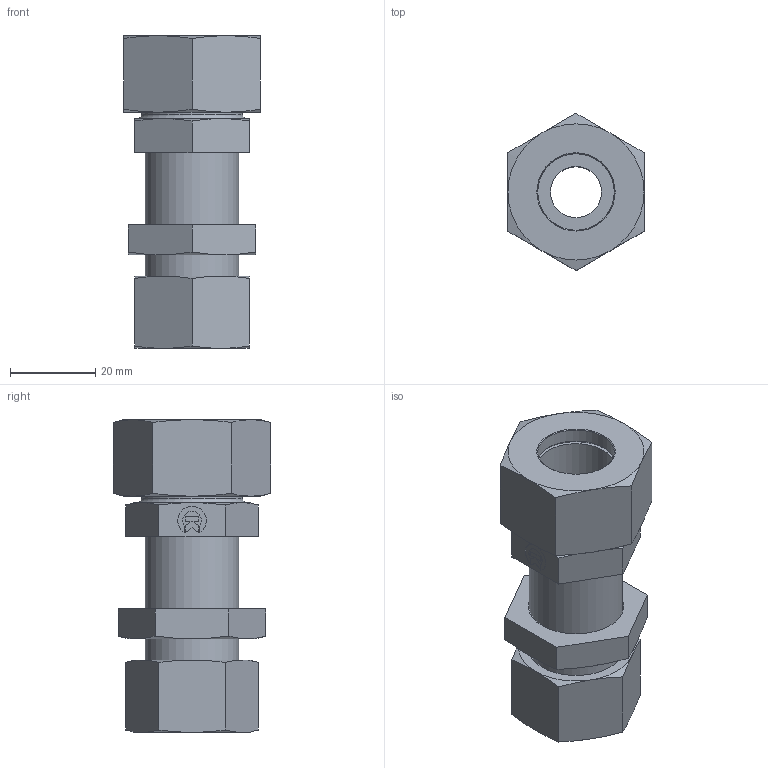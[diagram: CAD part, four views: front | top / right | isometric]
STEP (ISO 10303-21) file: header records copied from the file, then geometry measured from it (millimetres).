
FILE_DESCRIPTION((''),'2;1');
FILE_NAME('34415182226.stp','2014-08-19T17:29:20',(''),('KNOMI spol. s r. o.'),'Autodesk Inventor 2012','Autodesk Inventor 2012','');
FILE_SCHEMA(('AUTOMOTIVE_DESIGN { 1 2 10303 214 0 1 1 1 }'));
Length unit declared in the file: millimetre
Products named in the file (7): PSPR2K 15/18L M22x1,5 D/M26x1,5; 334 1518 2226; 40115; 40118; 3911522; 3911826; 34 00 22
Assembly tree (6 placements, depth 2):
  PSPR2K 15/18L M22x1,5 D/M26x1,5
    334 1518 2226
    40115
    40118
    3911522
    3911826
    34 00 22
Bounding box: 32.01 x 36.95 x 73.5 mm (x, y, z)
Volume: 36340.5 mm3; surface area: 19934.2 mm2
Topology: 6 solids, 6 shells, 152 faces, 346 edges, 214 vertices
Faces by surface type: plane 70, cone 57, cylinder 21, torus 4
Full cylindrical faces by diameter (mm): 12 x1, 15 x3, 17.3 x1, 18 x3, 20 x1, 20.3 x1, 20.376 x2, 22 x1, 23 x1, 23.7 x1, 24.376 x1, 26 x1
Entity records: 4179 total; most frequent: CARTESIAN_POINT 797, DIRECTION 645, ORIENTED_EDGE 578, EDGE_CURVE 289, AXIS2_PLACEMENT_3D 263, EDGE_LOOP 214, VERTEX_POINT 199, STYLED_ITEM 156
